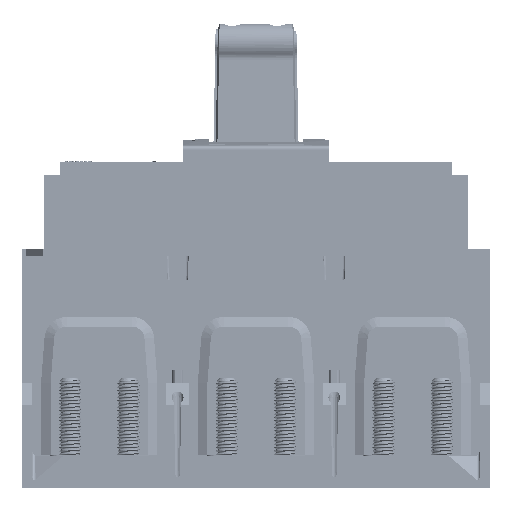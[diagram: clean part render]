
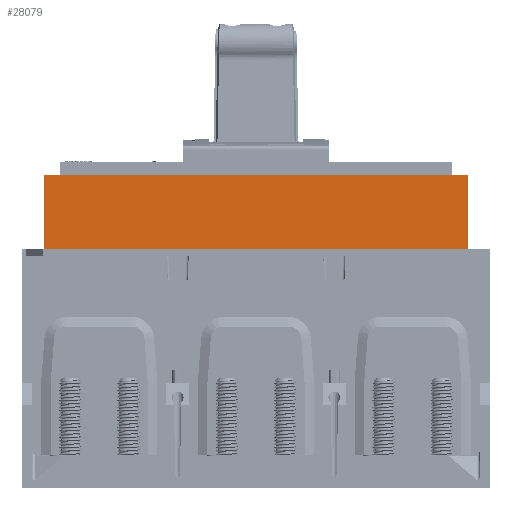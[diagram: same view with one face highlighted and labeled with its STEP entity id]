
A CAD part, front view. The second image highlights one B-rep face of the part: STEP entity #28079.
In plain terms, the highlighted planar face has unit normal (0, -1, 0).
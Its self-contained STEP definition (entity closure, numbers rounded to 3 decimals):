
#3786 = LINE ( 'NONE', #71440, #79396 ) ;
#6275 = LINE ( 'NONE', #102418, #90122 ) ;
#6553 = CARTESIAN_POINT ( 'NONE',  ( 182., -7., -33. ) ) ;
#16827 = VERTEX_POINT ( 'NONE', #175011 ) ;
#17699 = LINE ( 'NONE', #60346, #73899 ) ;
#25631 = ORIENTED_EDGE ( 'NONE', *, *, #52195, .F. ) ;
#28079 = ADVANCED_FACE ( 'NONE', ( #166337 ), #152944, .F. ) ;
#28668 = VERTEX_POINT ( 'NONE', #6553 ) ;
#30887 = DIRECTION ( 'NONE',  ( 0., 1., 0. ) ) ;
#39167 = EDGE_CURVE ( 'NONE', #16827, #80568, #6275, .T. ) ;
#39275 = AXIS2_PLACEMENT_3D ( 'NONE', #70063, #30887, #124437 ) ;
#52195 = EDGE_CURVE ( 'NONE', #86175, #80568, #17699, .T. ) ;
#55849 = EDGE_CURVE ( 'NONE', #28668, #86175, #90132, .T. ) ;
#60346 = CARTESIAN_POINT ( 'NONE',  ( -7., -7., -33. ) ) ;
#61107 = ORIENTED_EDGE ( 'NONE', *, *, #61794, .T. ) ;
#61794 = EDGE_CURVE ( 'NONE', #28668, #16827, #3786, .T. ) ;
#64174 = VECTOR ( 'NONE', #88359, 1000. ) ;
#70063 = CARTESIAN_POINT ( 'NONE',  ( 182., -7., -33. ) ) ;
#71440 = CARTESIAN_POINT ( 'NONE',  ( 182., -7., -33. ) ) ;
#73899 = VECTOR ( 'NONE', #83591, 1000. ) ;
#76638 = EDGE_LOOP ( 'NONE', ( #175436, #25631, #82071, #61107 ) ) ;
#79396 = VECTOR ( 'NONE', #136564, 1000. ) ;
#80568 = VERTEX_POINT ( 'NONE', #89406 ) ;
#82071 = ORIENTED_EDGE ( 'NONE', *, *, #55849, .F. ) ;
#83591 = DIRECTION ( 'NONE',  ( 0., 0., 1. ) ) ;
#86175 = VERTEX_POINT ( 'NONE', #164692 ) ;
#88359 = DIRECTION ( 'NONE',  ( -1., 0., 0. ) ) ;
#89406 = CARTESIAN_POINT ( 'NONE',  ( -7., -7., 0. ) ) ;
#90122 = VECTOR ( 'NONE', #103293, 1000. ) ;
#90132 = LINE ( 'NONE', #156156, #64174 ) ;
#102418 = CARTESIAN_POINT ( 'NONE',  ( 182., -7., 0. ) ) ;
#103293 = DIRECTION ( 'NONE',  ( -1., 0., 0. ) ) ;
#124437 = DIRECTION ( 'NONE',  ( 0., 0., 1. ) ) ;
#136564 = DIRECTION ( 'NONE',  ( 0., 0., 1. ) ) ;
#152944 = PLANE ( 'NONE',  #39275 ) ;
#156156 = CARTESIAN_POINT ( 'NONE',  ( 182., -7., -33. ) ) ;
#164692 = CARTESIAN_POINT ( 'NONE',  ( -7., -7., -33. ) ) ;
#166337 = FACE_OUTER_BOUND ( 'NONE', #76638, .T. ) ;
#175011 = CARTESIAN_POINT ( 'NONE',  ( 182., -7., 0. ) ) ;
#175436 = ORIENTED_EDGE ( 'NONE', *, *, #39167, .T. ) ;
